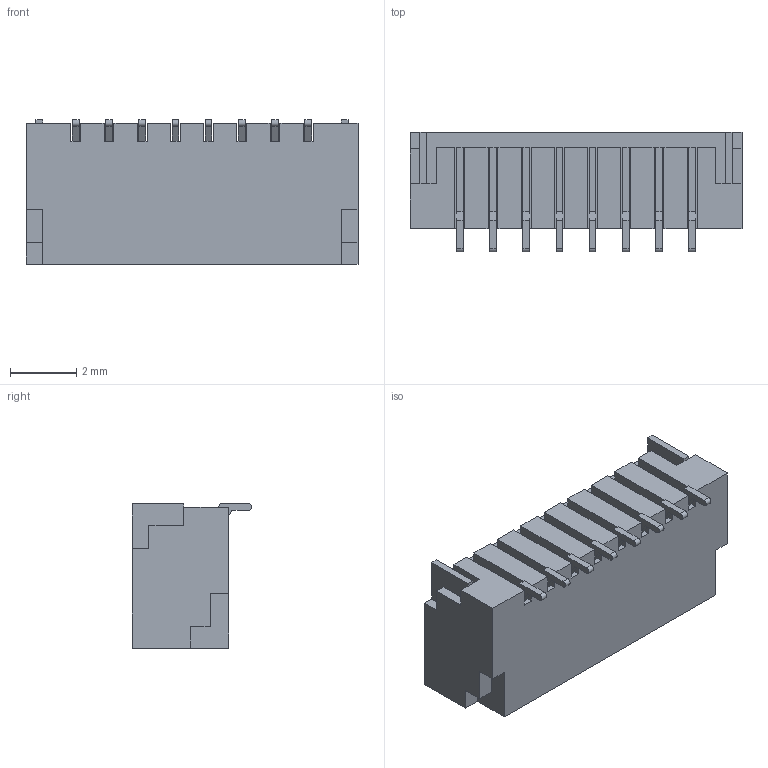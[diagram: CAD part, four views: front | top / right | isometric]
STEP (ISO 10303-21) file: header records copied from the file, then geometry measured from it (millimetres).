
FILE_DESCRIPTION(('FreeCAD Model'),'2;1');
FILE_NAME('Open CASCADE Shape Model','2024-07-16T16:12:26',(''),(''), 'Open CASCADE STEP processor 7.6','FreeCAD','Unknown');
FILE_SCHEMA(('AUTOMOTIVE_DESIGN { 1 0 10303 214 1 1 1 1 }'));
Length unit declared in the file: millimetre
Products named in the file (2): J2; User_Library-jst_8_way_top_entry_header_1_0mm
Assembly tree (1 placements, depth 2):
  J2
    User_Library-jst_8_way_top_entry_header_1_0mm
Bounding box: 10 x 3.6 x 4.35 mm (x, y, z)
Volume: 49.1 mm3; surface area: 305.1 mm2
Topology: 1 solids, 1 shells, 195 faces, 524 edges, 348 vertices
Faces by surface type: plane 187, cylinder 8
Entity records: 6863 total; most frequent: CARTESIAN_POINT 1069, ORIENTED_EDGE 1048, DIRECTION 934, EDGE_CURVE 524, LINE 508, VECTOR 508, VERTEX_POINT 348, AXIS2_PLACEMENT_3D 213
